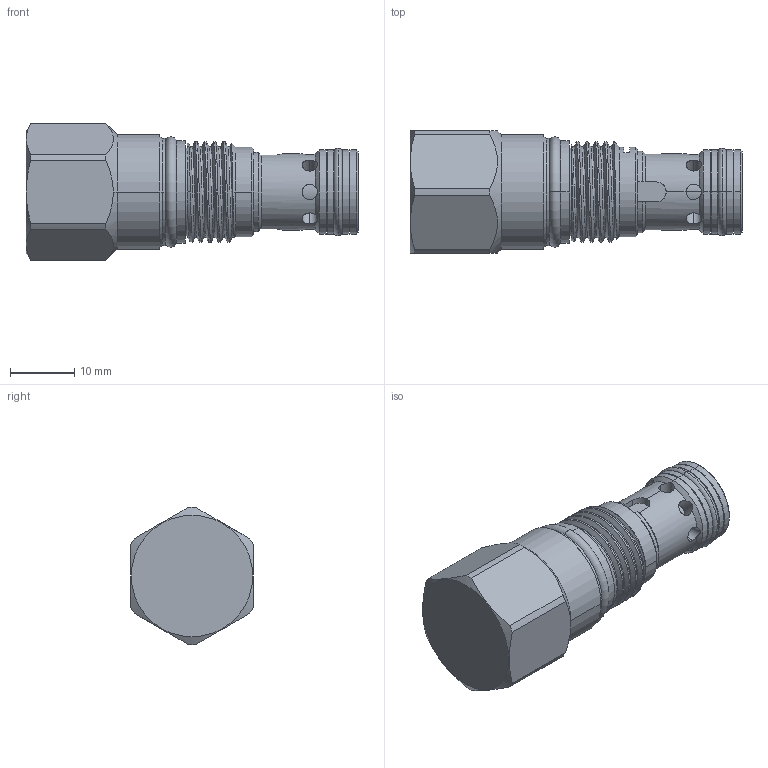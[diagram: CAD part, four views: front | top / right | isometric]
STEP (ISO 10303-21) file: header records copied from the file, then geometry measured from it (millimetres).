
FILE_DESCRIPTION (( 'STEP AP203' ), '1' );
FILE_NAME ('HB162A20-N.STEP', '2020-04-20T05:22:40', ( '' ), ( '' ), 'SwSTEP 2.0', 'SolidWorks 2018', '' );
FILE_SCHEMA (( 'CONFIG_CONTROL_DESIGN' ));
Length unit declared in the file: millimetre
Products named in the file (1): HB162A20-N
Bounding box: 51.65 x 19.05 x 21.4 mm (x, y, z)
Volume: 10420.8 mm3; surface area: 4632.9 mm2
Topology: 2 solids, 4 shells, 213 faces, 537 edges, 340 vertices
Faces by surface type: cylinder 100, plane 53, cone 40, torus 13, bspline 7
Entity records: 11055 total; most frequent: CARTESIAN_POINT 6005, ORIENTED_EDGE 1074, DIRECTION 1019, EDGE_CURVE 537, AXIS2_PLACEMENT_3D 421, VERTEX_POINT 340, EDGE_LOOP 233, CIRCLE 214
